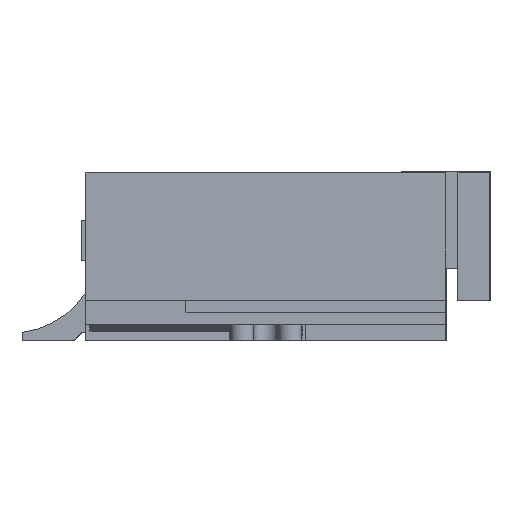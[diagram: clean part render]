
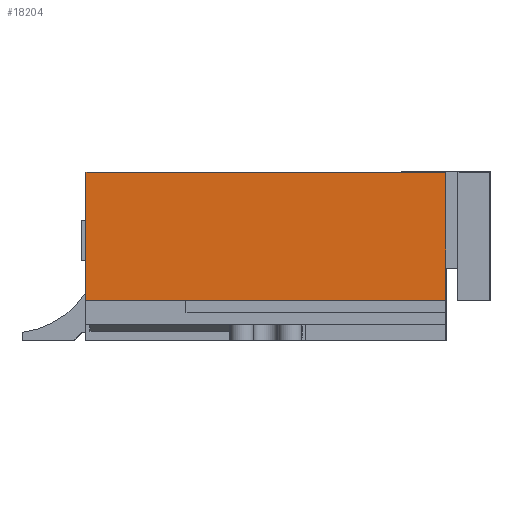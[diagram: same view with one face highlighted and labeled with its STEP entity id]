
A CAD part, left-side view. The second image highlights one B-rep face of the part: STEP entity #18204.
In plain terms, the highlighted planar face has unit normal (-1, 0, 0).
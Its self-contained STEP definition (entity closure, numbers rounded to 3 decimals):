
#18204=ADVANCED_FACE('',(#32380),#32382,.F.);
#32380=FACE_BOUND('',#32381,.T.);
#32381=EDGE_LOOP('',(#45071,#45072,#45073,#45074));
#32382=PLANE('',#32383);
#32383=AXIS2_PLACEMENT_3D('',#32384,#32385,#32386);
#32384=CARTESIAN_POINT('',(-2.4,0.,0.));
#32385=DIRECTION('',(1.,0.,0.));
#32386=DIRECTION('',(0.,1.,0.));
#45071=ORIENTED_EDGE('',*,*,#51417,.F.);
#45072=ORIENTED_EDGE('',*,*,#51414,.F.);
#45073=ORIENTED_EDGE('',*,*,#51411,.F.);
#45074=ORIENTED_EDGE('',*,*,#51407,.F.);
#51407=EDGE_CURVE('',#61808,#61809,#61810,.T.);
#51411=EDGE_CURVE('',#61809,#61816,#61817,.T.);
#51414=EDGE_CURVE('',#61816,#61821,#61822,.T.);
#51417=EDGE_CURVE('',#61821,#61808,#61826,.T.);
#61808=VERTEX_POINT('',#85313);
#61809=VERTEX_POINT('',#85314);
#61810=LINE('',#85315,#85316);
#61816=VERTEX_POINT('',#85329);
#61817=LINE('',#85330,#85331);
#61821=VERTEX_POINT('',#85340);
#61822=LINE('',#85341,#85342);
#61826=LINE('',#85351,#85352);
#85313=CARTESIAN_POINT('',(-2.4,-5.25,0.5));
#85314=CARTESIAN_POINT('',(-2.4,-0.75,0.5));
#85315=CARTESIAN_POINT('',(-2.4,-5.25,0.5));
#85316=VECTOR('',#85317,1.);
#85317=DIRECTION('',(0.,1.,0.));
#85329=CARTESIAN_POINT('',(-2.4,-0.75,2.1));
#85330=CARTESIAN_POINT('',(-2.4,-0.75,0.5));
#85331=VECTOR('',#85332,1.);
#85332=DIRECTION('',(0.,0.,1.));
#85340=CARTESIAN_POINT('',(-2.4,-5.25,2.1));
#85341=CARTESIAN_POINT('',(-2.4,-0.75,2.1));
#85342=VECTOR('',#85343,1.);
#85343=DIRECTION('',(0.,-1.,0.));
#85351=CARTESIAN_POINT('',(-2.4,-5.25,2.1));
#85352=VECTOR('',#85353,1.);
#85353=DIRECTION('',(0.,0.,-1.));
